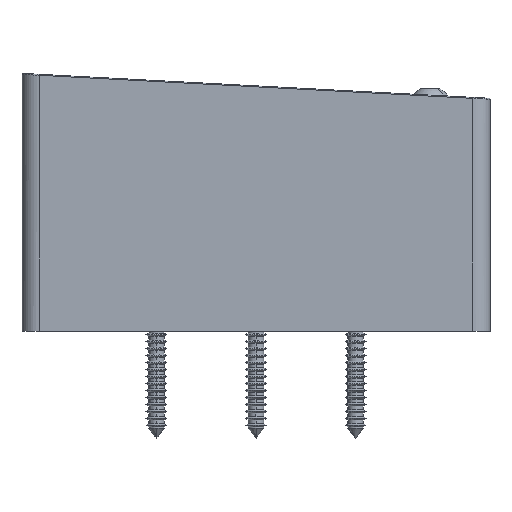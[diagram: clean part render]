
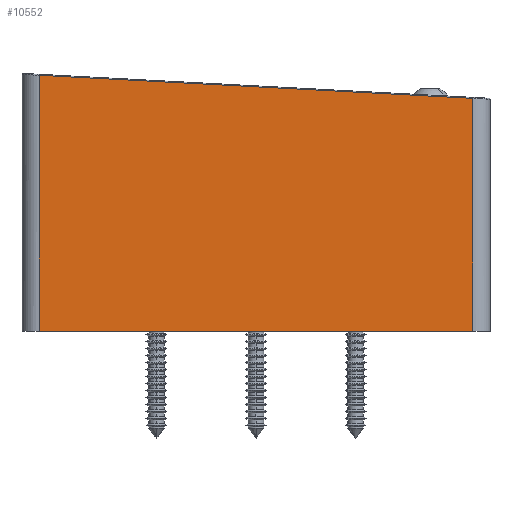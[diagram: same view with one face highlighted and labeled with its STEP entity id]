
A CAD part, left-side view. The second image highlights one B-rep face of the part: STEP entity #10552.
In plain terms, the highlighted planar face has unit normal (-1, 0, 0).
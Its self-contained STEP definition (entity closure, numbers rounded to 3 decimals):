
#668 = CARTESIAN_POINT ( 'NONE',  ( -19.15, 43.5, -3.074 ) ) ;
#1124 = ORIENTED_EDGE ( 'NONE', *, *, #2898, .T. ) ;
#1210 = CARTESIAN_POINT ( 'NONE',  ( -19.15, 43.5, 49.926 ) ) ;
#1376 = DIRECTION ( 'NONE',  ( 0., 1., 0. ) ) ;
#1471 = ORIENTED_EDGE ( 'NONE', *, *, #12913, .T. ) ;
#2898 = EDGE_CURVE ( 'NONE', #8082, #9842, #14087, .T. ) ;
#3066 = DIRECTION ( 'NONE',  ( 0., 0., -1. ) ) ;
#3108 = PLANE ( 'NONE',  #11181 ) ;
#3430 = FACE_OUTER_BOUND ( 'NONE', #7293, .T. ) ;
#3924 = CARTESIAN_POINT ( 'NONE',  ( -19.15, 43.5, 48.34 ) ) ;
#4115 = DIRECTION ( 'NONE',  ( 0., 0.999, 0.053 ) ) ;
#5273 = VERTEX_POINT ( 'NONE', #20232 ) ;
#6329 = VECTOR ( 'NONE', #18803, 1000. ) ;
#7293 = EDGE_LOOP ( 'NONE', ( #12822, #1471, #1124, #16179 ) ) ;
#8082 = VERTEX_POINT ( 'NONE', #3924 ) ;
#8954 = VERTEX_POINT ( 'NONE', #12630 ) ;
#9487 = EDGE_CURVE ( 'NONE', #5273, #8954, #16350, .T. ) ;
#9842 = VERTEX_POINT ( 'NONE', #12692 ) ;
#9957 = DIRECTION ( 'NONE',  ( 1., 0., 0. ) ) ;
#10415 = DIRECTION ( 'NONE',  ( 0., -1., 0. ) ) ;
#10552 = ADVANCED_FACE ( 'NONE', ( #3430 ), #3108, .F. ) ;
#11181 = AXIS2_PLACEMENT_3D ( 'NONE', #12843, #9957, #1376 ) ;
#11454 = VECTOR ( 'NONE', #3066, 1000. ) ;
#11985 = VECTOR ( 'NONE', #10415, 1000. ) ;
#12630 = CARTESIAN_POINT ( 'NONE',  ( -19.15, -43.5, -3.074 ) ) ;
#12692 = CARTESIAN_POINT ( 'NONE',  ( -19.15, 43.5, -3.074 ) ) ;
#12822 = ORIENTED_EDGE ( 'NONE', *, *, #9487, .F. ) ;
#12843 = CARTESIAN_POINT ( 'NONE',  ( -19.15, 43.5, 49.926 ) ) ;
#12913 = EDGE_CURVE ( 'NONE', #5273, #8082, #20482, .T. ) ;
#14087 = LINE ( 'NONE', #1210, #6329 ) ;
#16179 = ORIENTED_EDGE ( 'NONE', *, *, #19204, .T. ) ;
#16350 = LINE ( 'NONE', #16454, #11454 ) ;
#16454 = CARTESIAN_POINT ( 'NONE',  ( -19.15, -43.5, 49.926 ) ) ;
#16691 = VECTOR ( 'NONE', #4115, 1000. ) ;
#18574 = CARTESIAN_POINT ( 'NONE',  ( -19.15, 43.511, 48.34 ) ) ;
#18803 = DIRECTION ( 'NONE',  ( 0., 0., -1. ) ) ;
#19204 = EDGE_CURVE ( 'NONE', #9842, #8954, #19442, .T. ) ;
#19442 = LINE ( 'NONE', #668, #11985 ) ;
#20232 = CARTESIAN_POINT ( 'NONE',  ( -19.15, -43.5, 43.712 ) ) ;
#20482 = LINE ( 'NONE', #18574, #16691 ) ;
